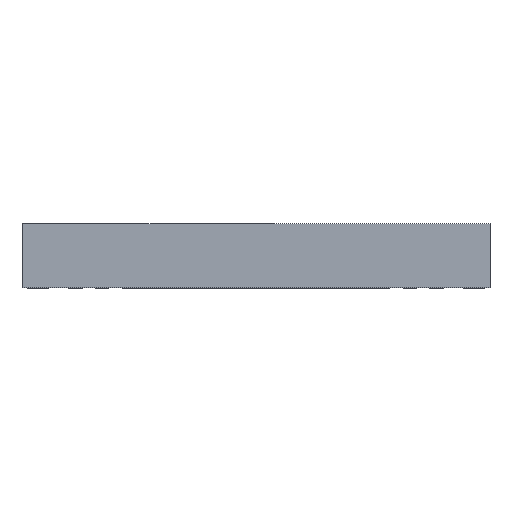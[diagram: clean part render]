
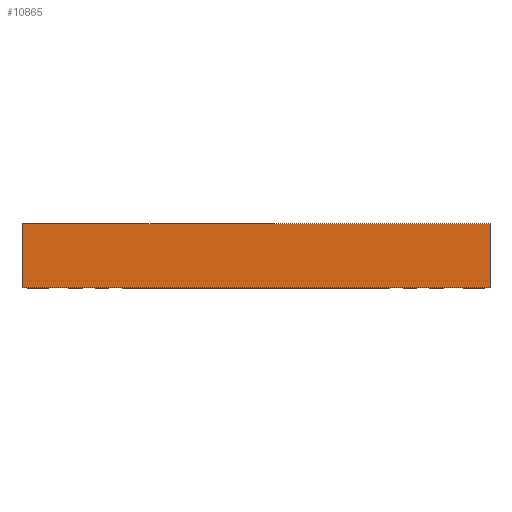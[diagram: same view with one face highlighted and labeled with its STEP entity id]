
A CAD part, left-side view. The second image highlights one B-rep face of the part: STEP entity #10865.
In plain terms, the highlighted planar face has unit normal (-1, 0, 0).
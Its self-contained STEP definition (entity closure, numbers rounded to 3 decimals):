
#1406=FACE_OUTER_BOUND('',#2063,.T.);
#2063=EDGE_LOOP('',(#9771,#9772,#9773,#9774));
#3158=LINE('',#19955,#4257);
#3160=LINE('',#19968,#4259);
#3161=LINE('',#19969,#4260);
#3162=LINE('',#19970,#4261);
#4257=VECTOR('',#13322,10.);
#4259=VECTOR('',#13338,10.);
#4260=VECTOR('',#13339,10.);
#4261=VECTOR('',#13340,10.);
#5263=VERTEX_POINT('',#19948);
#5266=VERTEX_POINT('',#19953);
#5269=VERTEX_POINT('',#19966);
#5270=VERTEX_POINT('',#19967);
#6770=EDGE_CURVE('',#5266,#5263,#3158,.T.);
#6774=EDGE_CURVE('',#5269,#5270,#3160,.T.);
#6775=EDGE_CURVE('',#5269,#5263,#3161,.T.);
#6776=EDGE_CURVE('',#5270,#5266,#3162,.T.);
#9771=ORIENTED_EDGE('',*,*,#6774,.F.);
#9772=ORIENTED_EDGE('',*,*,#6775,.T.);
#9773=ORIENTED_EDGE('',*,*,#6770,.F.);
#9774=ORIENTED_EDGE('',*,*,#6776,.F.);
#10227=PLANE('',#11373);
#10865=ADVANCED_FACE('',(#1406),#10227,.T.);
#11373=AXIS2_PLACEMENT_3D('',#19965,#13336,#13337);
#13322=DIRECTION('',(0.,-1.,0.));
#13336=DIRECTION('center_axis',(-1.,0.,0.));
#13337=DIRECTION('ref_axis',(0.,-1.,0.));
#13338=DIRECTION('',(0.,1.,0.));
#13339=DIRECTION('',(0.,0.,1.));
#13340=DIRECTION('',(0.,0.,1.));
#19948=CARTESIAN_POINT('',(-3.5,-3.5,0.96));
#19953=CARTESIAN_POINT('',(-3.5,3.5,0.96));
#19955=CARTESIAN_POINT('',(-3.5,-3.5,0.96));
#19965=CARTESIAN_POINT('Origin',(-3.5,3.5,0.));
#19966=CARTESIAN_POINT('',(-3.5,-3.5,0.));
#19967=CARTESIAN_POINT('',(-3.5,3.5,0.));
#19968=CARTESIAN_POINT('',(-3.5,-3.5,0.));
#19969=CARTESIAN_POINT('',(-3.5,-3.5,0.));
#19970=CARTESIAN_POINT('',(-3.5,3.5,0.));
